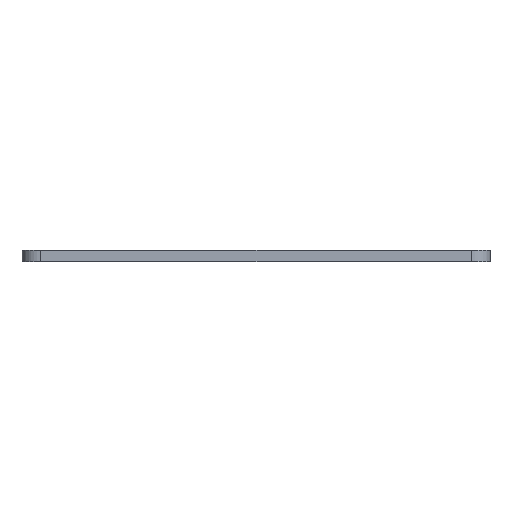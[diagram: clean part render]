
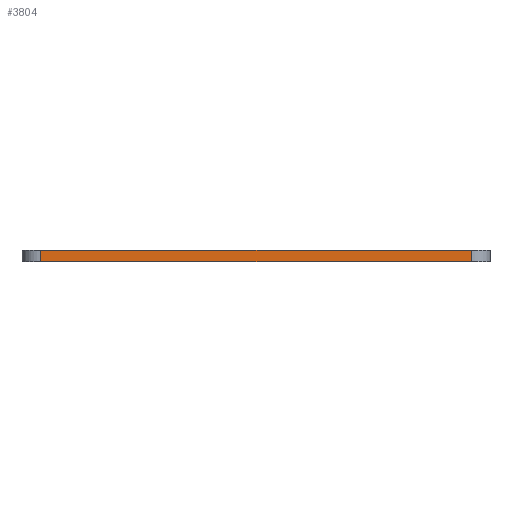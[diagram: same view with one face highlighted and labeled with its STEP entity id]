
A CAD part, front view. The second image highlights one B-rep face of the part: STEP entity #3804.
In plain terms, the highlighted planar face has unit normal (0, -1, 0).
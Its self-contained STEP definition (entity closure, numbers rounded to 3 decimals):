
#83 = PLANE('',#84);
#84 = AXIS2_PLACEMENT_3D('',#85,#86,#87);
#85 = CARTESIAN_POINT('',(148.501,-105.004,1.6));
#86 = DIRECTION('',(0.,0.,1.));
#87 = DIRECTION('',(1.,0.,-0.));
#137 = PLANE('',#138);
#138 = AXIS2_PLACEMENT_3D('',#139,#140,#141);
#139 = CARTESIAN_POINT('',(148.501,-105.004,0.));
#140 = DIRECTION('',(0.,0.,1.));
#141 = DIRECTION('',(1.,0.,-0.));
#334 = VERTEX_POINT('',#335);
#335 = CARTESIAN_POINT('',(119.291,-145.644,0.));
#350 = CYLINDRICAL_SURFACE('',#351,2.54);
#351 = AXIS2_PLACEMENT_3D('',#352,#353,#354);
#352 = CARTESIAN_POINT('',(119.291,-143.104,0.));
#353 = DIRECTION('',(-0.,-0.,-1.));
#354 = DIRECTION('',(1.,0.,-0.));
#362 = EDGE_CURVE('',#334,#363,#365,.T.);
#363 = VERTEX_POINT('',#364);
#364 = CARTESIAN_POINT('',(177.711,-145.644,0.));
#365 = SURFACE_CURVE('',#366,(#370,#377),.PCURVE_S1.);
#366 = LINE('',#367,#368);
#367 = CARTESIAN_POINT('',(119.291,-145.644,0.));
#368 = VECTOR('',#369,1.);
#369 = DIRECTION('',(1.,0.,0.));
#370 = PCURVE('',#137,#371);
#371 = DEFINITIONAL_REPRESENTATION('',(#372),#376);
#372 = LINE('',#373,#374);
#373 = CARTESIAN_POINT('',(-29.21,-40.64));
#374 = VECTOR('',#375,1.);
#375 = DIRECTION('',(1.,0.));
#376 = ( GEOMETRIC_REPRESENTATION_CONTEXT(2) 
PARAMETRIC_REPRESENTATION_CONTEXT() REPRESENTATION_CONTEXT('2D SPACE',''
  ) );
#377 = PCURVE('',#378,#383);
#378 = PLANE('',#379);
#379 = AXIS2_PLACEMENT_3D('',#380,#381,#382);
#380 = CARTESIAN_POINT('',(119.291,-145.644,0.));
#381 = DIRECTION('',(0.,1.,0.));
#382 = DIRECTION('',(1.,0.,0.));
#383 = DEFINITIONAL_REPRESENTATION('',(#384),#388);
#384 = LINE('',#385,#386);
#385 = CARTESIAN_POINT('',(0.,0.));
#386 = VECTOR('',#387,1.);
#387 = DIRECTION('',(1.,0.));
#388 = ( GEOMETRIC_REPRESENTATION_CONTEXT(2) 
PARAMETRIC_REPRESENTATION_CONTEXT() REPRESENTATION_CONTEXT('2D SPACE',''
  ) );
#407 = CYLINDRICAL_SURFACE('',#408,2.54);
#408 = AXIS2_PLACEMENT_3D('',#409,#410,#411);
#409 = CARTESIAN_POINT('',(177.711,-143.104,0.));
#410 = DIRECTION('',(-0.,-0.,-1.));
#411 = DIRECTION('',(1.,0.,-0.));
#2175 = VERTEX_POINT('',#2176);
#2176 = CARTESIAN_POINT('',(119.291,-145.644,1.6));
#2198 = EDGE_CURVE('',#2175,#2199,#2201,.T.);
#2199 = VERTEX_POINT('',#2200);
#2200 = CARTESIAN_POINT('',(177.711,-145.644,1.6));
#2201 = SURFACE_CURVE('',#2202,(#2206,#2213),.PCURVE_S1.);
#2202 = LINE('',#2203,#2204);
#2203 = CARTESIAN_POINT('',(119.291,-145.644,1.6));
#2204 = VECTOR('',#2205,1.);
#2205 = DIRECTION('',(1.,0.,0.));
#2206 = PCURVE('',#83,#2207);
#2207 = DEFINITIONAL_REPRESENTATION('',(#2208),#2212);
#2208 = LINE('',#2209,#2210);
#2209 = CARTESIAN_POINT('',(-29.21,-40.64));
#2210 = VECTOR('',#2211,1.);
#2211 = DIRECTION('',(1.,0.));
#2212 = ( GEOMETRIC_REPRESENTATION_CONTEXT(2) 
PARAMETRIC_REPRESENTATION_CONTEXT() REPRESENTATION_CONTEXT('2D SPACE',''
  ) );
#2213 = PCURVE('',#378,#2214);
#2214 = DEFINITIONAL_REPRESENTATION('',(#2215),#2219);
#2215 = LINE('',#2216,#2217);
#2216 = CARTESIAN_POINT('',(0.,-1.6));
#2217 = VECTOR('',#2218,1.);
#2218 = DIRECTION('',(1.,0.));
#2219 = ( GEOMETRIC_REPRESENTATION_CONTEXT(2) 
PARAMETRIC_REPRESENTATION_CONTEXT() REPRESENTATION_CONTEXT('2D SPACE',''
  ) );
#3754 = EDGE_CURVE('',#363,#2199,#3755,.T.);
#3755 = SURFACE_CURVE('',#3756,(#3760,#3767),.PCURVE_S1.);
#3756 = LINE('',#3757,#3758);
#3757 = CARTESIAN_POINT('',(177.711,-145.644,0.));
#3758 = VECTOR('',#3759,1.);
#3759 = DIRECTION('',(0.,0.,1.));
#3760 = PCURVE('',#407,#3761);
#3761 = DEFINITIONAL_REPRESENTATION('',(#3762),#3766);
#3762 = LINE('',#3763,#3764);
#3763 = CARTESIAN_POINT('',(-4.712,0.));
#3764 = VECTOR('',#3765,1.);
#3765 = DIRECTION('',(-0.,-1.));
#3766 = ( GEOMETRIC_REPRESENTATION_CONTEXT(2) 
PARAMETRIC_REPRESENTATION_CONTEXT() REPRESENTATION_CONTEXT('2D SPACE',''
  ) );
#3767 = PCURVE('',#378,#3768);
#3768 = DEFINITIONAL_REPRESENTATION('',(#3769),#3773);
#3769 = LINE('',#3770,#3771);
#3770 = CARTESIAN_POINT('',(58.42,0.));
#3771 = VECTOR('',#3772,1.);
#3772 = DIRECTION('',(0.,-1.));
#3773 = ( GEOMETRIC_REPRESENTATION_CONTEXT(2) 
PARAMETRIC_REPRESENTATION_CONTEXT() REPRESENTATION_CONTEXT('2D SPACE',''
  ) );
#3783 = EDGE_CURVE('',#334,#2175,#3784,.T.);
#3784 = SURFACE_CURVE('',#3785,(#3789,#3796),.PCURVE_S1.);
#3785 = LINE('',#3786,#3787);
#3786 = CARTESIAN_POINT('',(119.291,-145.644,0.));
#3787 = VECTOR('',#3788,1.);
#3788 = DIRECTION('',(0.,0.,1.));
#3789 = PCURVE('',#350,#3790);
#3790 = DEFINITIONAL_REPRESENTATION('',(#3791),#3795);
#3791 = LINE('',#3792,#3793);
#3792 = CARTESIAN_POINT('',(-4.712,0.));
#3793 = VECTOR('',#3794,1.);
#3794 = DIRECTION('',(-0.,-1.));
#3795 = ( GEOMETRIC_REPRESENTATION_CONTEXT(2) 
PARAMETRIC_REPRESENTATION_CONTEXT() REPRESENTATION_CONTEXT('2D SPACE',''
  ) );
#3796 = PCURVE('',#378,#3797);
#3797 = DEFINITIONAL_REPRESENTATION('',(#3798),#3802);
#3798 = LINE('',#3799,#3800);
#3799 = CARTESIAN_POINT('',(0.,0.));
#3800 = VECTOR('',#3801,1.);
#3801 = DIRECTION('',(0.,-1.));
#3802 = ( GEOMETRIC_REPRESENTATION_CONTEXT(2) 
PARAMETRIC_REPRESENTATION_CONTEXT() REPRESENTATION_CONTEXT('2D SPACE',''
  ) );
#3804 = ADVANCED_FACE('',(#3805),#378,.F.);
#3805 = FACE_BOUND('',#3806,.F.);
#3806 = EDGE_LOOP('',(#3807,#3808,#3809,#3810));
#3807 = ORIENTED_EDGE('',*,*,#3783,.T.);
#3808 = ORIENTED_EDGE('',*,*,#2198,.T.);
#3809 = ORIENTED_EDGE('',*,*,#3754,.F.);
#3810 = ORIENTED_EDGE('',*,*,#362,.F.);
